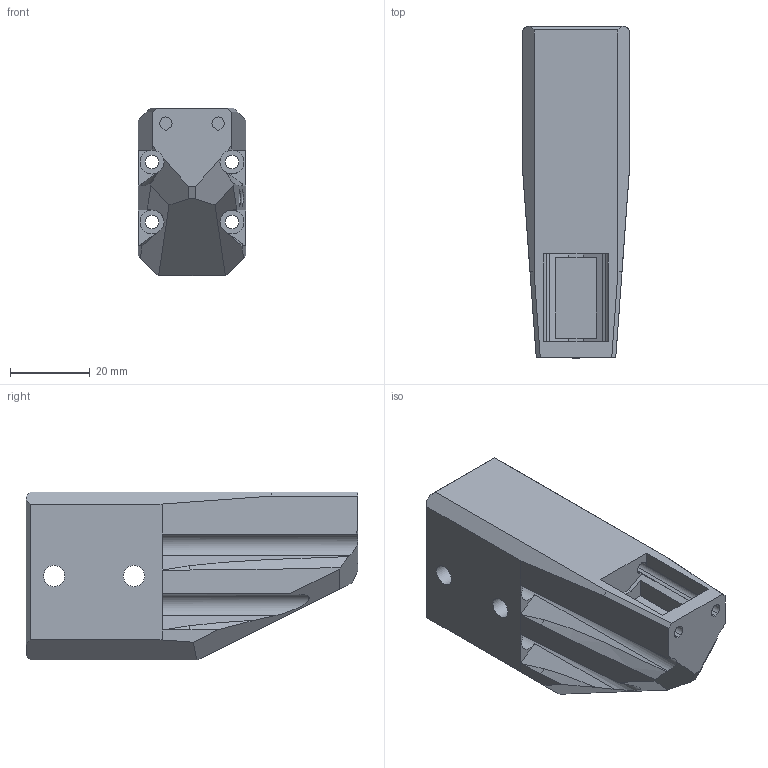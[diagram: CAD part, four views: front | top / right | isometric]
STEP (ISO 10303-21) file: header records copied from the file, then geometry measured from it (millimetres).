
FILE_DESCRIPTION(/* description */ (''),/* implementation_level */ '2;1');
FILE_NAME(/* name */ 'V-Core-heat-inset_bed_arm_back.step',/* time_stamp */ '2022-03-04T15:29:36+01:00',/* author */ (''),/* organization */ (''),/* preprocessor_version */ 'ST-DEVELOPER v18.1',/* originating_system */ 'Autodesk Translation Framework v10.13.0.1454',/* authorisation */ '');
FILE_SCHEMA (('AUTOMOTIVE_DESIGN { 1 0 10303 214 3 1 1 }'));
Length unit declared in the file: millimetre
Products named in the file (1): Essentials_V-Core-400_bed_arm_back
Bounding box: 27 x 83 x 42 mm (x, y, z)
Volume: 62942.5 mm3; surface area: 16282 mm2
Topology: 1 solids, 3 shells, 111 faces, 291 edges, 190 vertices
Faces by surface type: plane 85, cylinder 22, bspline 4
Full cylindrical faces by diameter (mm): 3.3 x8, 4.5 x4, 5.3 x2, 6 x4, 10 x2
Entity records: 3566 total; most frequent: CARTESIAN_POINT 722, ORIENTED_EDGE 582, DIRECTION 563, EDGE_CURVE 291, LINE 211, VECTOR 211, VERTEX_POINT 190, AXIS2_PLACEMENT_3D 176
